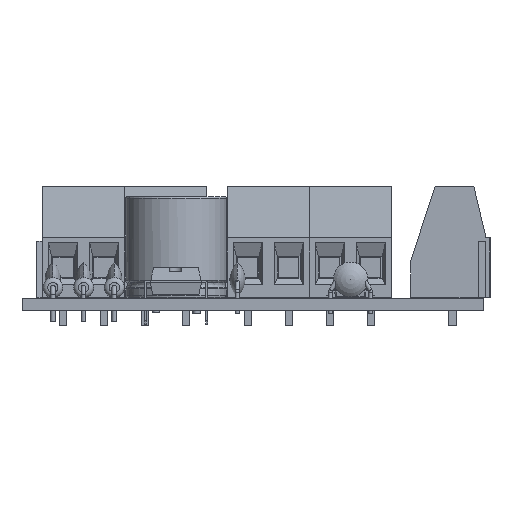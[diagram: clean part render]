
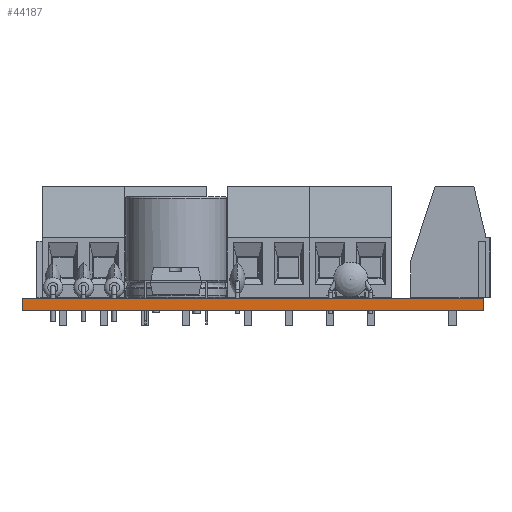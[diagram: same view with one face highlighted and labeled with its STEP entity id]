
A CAD part, left-side view. The second image highlights one B-rep face of the part: STEP entity #44187.
In plain terms, the highlighted planar face has unit normal (-1, 0, 0).
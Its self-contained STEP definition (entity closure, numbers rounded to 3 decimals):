
#44006 = PLANE('',#44007);
#44007 = AXIS2_PLACEMENT_3D('',#44008,#44009,#44010);
#44008 = CARTESIAN_POINT('',(43.18,-28.575,0.));
#44009 = DIRECTION('',(0.,-1.,0.));
#44010 = DIRECTION('',(-1.,0.,0.));
#44031 = VERTEX_POINT('',#44032);
#44032 = CARTESIAN_POINT('',(-43.18,-28.575,1.6));
#44046 = PLANE('',#44047);
#44047 = AXIS2_PLACEMENT_3D('',#44048,#44049,#44050);
#44048 = CARTESIAN_POINT('',(0.,0.,1.6));
#44049 = DIRECTION('',(0.,0.,-1.));
#44050 = DIRECTION('',(-1.,0.,0.));
#44058 = EDGE_CURVE('',#44059,#44031,#44061,.T.);
#44059 = VERTEX_POINT('',#44060);
#44060 = CARTESIAN_POINT('',(-43.18,-28.575,0.));
#44061 = SURFACE_CURVE('',#44062,(#44066,#44073),.PCURVE_S1.);
#44062 = LINE('',#44063,#44064);
#44063 = CARTESIAN_POINT('',(-43.18,-28.575,0.));
#44064 = VECTOR('',#44065,1.);
#44065 = DIRECTION('',(0.,0.,1.));
#44066 = PCURVE('',#44006,#44067);
#44067 = DEFINITIONAL_REPRESENTATION('',(#44068),#44072);
#44068 = LINE('',#44069,#44070);
#44069 = CARTESIAN_POINT('',(86.36,0.));
#44070 = VECTOR('',#44071,1.);
#44071 = DIRECTION('',(0.,-1.));
#44072 = ( GEOMETRIC_REPRESENTATION_CONTEXT(2) 
PARAMETRIC_REPRESENTATION_CONTEXT() REPRESENTATION_CONTEXT('2D SPACE',''
  ) );
#44073 = PCURVE('',#44074,#44079);
#44074 = PLANE('',#44075);
#44075 = AXIS2_PLACEMENT_3D('',#44076,#44077,#44078);
#44076 = CARTESIAN_POINT('',(-43.18,-28.575,0.));
#44077 = DIRECTION('',(-1.,0.,0.));
#44078 = DIRECTION('',(0.,1.,0.));
#44079 = DEFINITIONAL_REPRESENTATION('',(#44080),#44084);
#44080 = LINE('',#44081,#44082);
#44081 = CARTESIAN_POINT('',(0.,0.));
#44082 = VECTOR('',#44083,1.);
#44083 = DIRECTION('',(0.,-1.));
#44084 = ( GEOMETRIC_REPRESENTATION_CONTEXT(2) 
PARAMETRIC_REPRESENTATION_CONTEXT() REPRESENTATION_CONTEXT('2D SPACE',''
  ) );
#44100 = PLANE('',#44101);
#44101 = AXIS2_PLACEMENT_3D('',#44102,#44103,#44104);
#44102 = CARTESIAN_POINT('',(0.,0.,0.));
#44103 = DIRECTION('',(0.,0.,-1.));
#44104 = DIRECTION('',(-1.,0.,0.));
#44133 = PLANE('',#44134);
#44134 = AXIS2_PLACEMENT_3D('',#44135,#44136,#44137);
#44135 = CARTESIAN_POINT('',(-43.18,28.575,0.));
#44136 = DIRECTION('',(0.,1.,0.));
#44137 = DIRECTION('',(1.,0.,0.));
#44187 = ADVANCED_FACE('',(#44188),#44074,.T.);
#44188 = FACE_BOUND('',#44189,.T.);
#44189 = EDGE_LOOP('',(#44190,#44191,#44214,#44237));
#44190 = ORIENTED_EDGE('',*,*,#44058,.T.);
#44191 = ORIENTED_EDGE('',*,*,#44192,.T.);
#44192 = EDGE_CURVE('',#44031,#44193,#44195,.T.);
#44193 = VERTEX_POINT('',#44194);
#44194 = CARTESIAN_POINT('',(-43.18,28.575,1.6));
#44195 = SURFACE_CURVE('',#44196,(#44200,#44207),.PCURVE_S1.);
#44196 = LINE('',#44197,#44198);
#44197 = CARTESIAN_POINT('',(-43.18,-28.575,1.6));
#44198 = VECTOR('',#44199,1.);
#44199 = DIRECTION('',(0.,1.,0.));
#44200 = PCURVE('',#44074,#44201);
#44201 = DEFINITIONAL_REPRESENTATION('',(#44202),#44206);
#44202 = LINE('',#44203,#44204);
#44203 = CARTESIAN_POINT('',(0.,-1.6));
#44204 = VECTOR('',#44205,1.);
#44205 = DIRECTION('',(1.,0.));
#44206 = ( GEOMETRIC_REPRESENTATION_CONTEXT(2) 
PARAMETRIC_REPRESENTATION_CONTEXT() REPRESENTATION_CONTEXT('2D SPACE',''
  ) );
#44207 = PCURVE('',#44046,#44208);
#44208 = DEFINITIONAL_REPRESENTATION('',(#44209),#44213);
#44209 = LINE('',#44210,#44211);
#44210 = CARTESIAN_POINT('',(43.18,-28.575));
#44211 = VECTOR('',#44212,1.);
#44212 = DIRECTION('',(0.,1.));
#44213 = ( GEOMETRIC_REPRESENTATION_CONTEXT(2) 
PARAMETRIC_REPRESENTATION_CONTEXT() REPRESENTATION_CONTEXT('2D SPACE',''
  ) );
#44214 = ORIENTED_EDGE('',*,*,#44215,.F.);
#44215 = EDGE_CURVE('',#44216,#44193,#44218,.T.);
#44216 = VERTEX_POINT('',#44217);
#44217 = CARTESIAN_POINT('',(-43.18,28.575,0.));
#44218 = SURFACE_CURVE('',#44219,(#44223,#44230),.PCURVE_S1.);
#44219 = LINE('',#44220,#44221);
#44220 = CARTESIAN_POINT('',(-43.18,28.575,0.));
#44221 = VECTOR('',#44222,1.);
#44222 = DIRECTION('',(0.,0.,1.));
#44223 = PCURVE('',#44074,#44224);
#44224 = DEFINITIONAL_REPRESENTATION('',(#44225),#44229);
#44225 = LINE('',#44226,#44227);
#44226 = CARTESIAN_POINT('',(57.15,0.));
#44227 = VECTOR('',#44228,1.);
#44228 = DIRECTION('',(0.,-1.));
#44229 = ( GEOMETRIC_REPRESENTATION_CONTEXT(2) 
PARAMETRIC_REPRESENTATION_CONTEXT() REPRESENTATION_CONTEXT('2D SPACE',''
  ) );
#44230 = PCURVE('',#44133,#44231);
#44231 = DEFINITIONAL_REPRESENTATION('',(#44232),#44236);
#44232 = LINE('',#44233,#44234);
#44233 = CARTESIAN_POINT('',(0.,0.));
#44234 = VECTOR('',#44235,1.);
#44235 = DIRECTION('',(0.,-1.));
#44236 = ( GEOMETRIC_REPRESENTATION_CONTEXT(2) 
PARAMETRIC_REPRESENTATION_CONTEXT() REPRESENTATION_CONTEXT('2D SPACE',''
  ) );
#44237 = ORIENTED_EDGE('',*,*,#44238,.F.);
#44238 = EDGE_CURVE('',#44059,#44216,#44239,.T.);
#44239 = SURFACE_CURVE('',#44240,(#44244,#44251),.PCURVE_S1.);
#44240 = LINE('',#44241,#44242);
#44241 = CARTESIAN_POINT('',(-43.18,-28.575,0.));
#44242 = VECTOR('',#44243,1.);
#44243 = DIRECTION('',(0.,1.,0.));
#44244 = PCURVE('',#44074,#44245);
#44245 = DEFINITIONAL_REPRESENTATION('',(#44246),#44250);
#44246 = LINE('',#44247,#44248);
#44247 = CARTESIAN_POINT('',(0.,0.));
#44248 = VECTOR('',#44249,1.);
#44249 = DIRECTION('',(1.,0.));
#44250 = ( GEOMETRIC_REPRESENTATION_CONTEXT(2) 
PARAMETRIC_REPRESENTATION_CONTEXT() REPRESENTATION_CONTEXT('2D SPACE',''
  ) );
#44251 = PCURVE('',#44100,#44252);
#44252 = DEFINITIONAL_REPRESENTATION('',(#44253),#44257);
#44253 = LINE('',#44254,#44255);
#44254 = CARTESIAN_POINT('',(43.18,-28.575));
#44255 = VECTOR('',#44256,1.);
#44256 = DIRECTION('',(0.,1.));
#44257 = ( GEOMETRIC_REPRESENTATION_CONTEXT(2) 
PARAMETRIC_REPRESENTATION_CONTEXT() REPRESENTATION_CONTEXT('2D SPACE',''
  ) );
